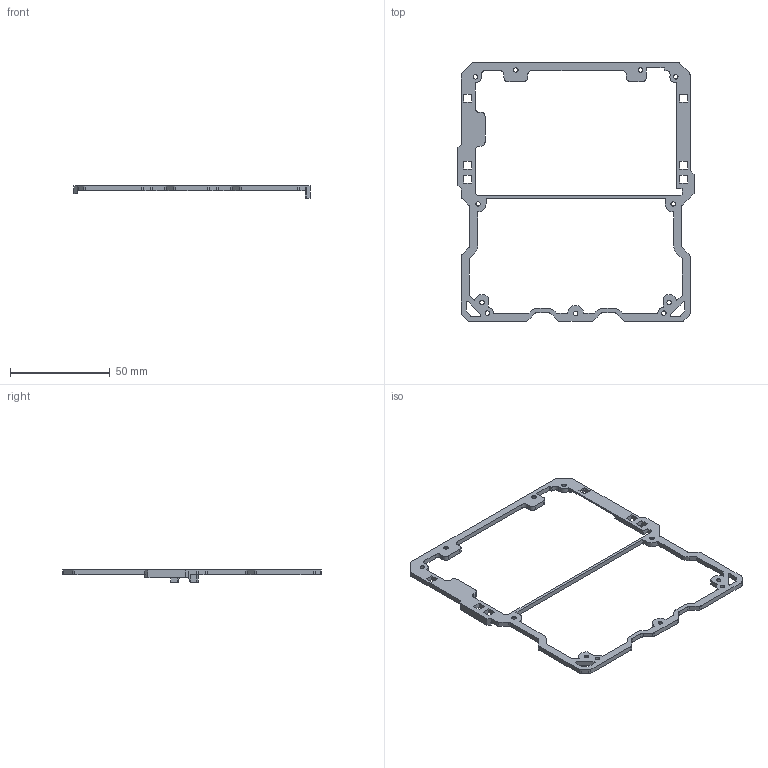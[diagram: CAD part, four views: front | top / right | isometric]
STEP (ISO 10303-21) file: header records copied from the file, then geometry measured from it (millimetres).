
FILE_DESCRIPTION(('FreeCAD Model'),'2;1');
FILE_NAME('Open CASCADE Shape Model','2025-06-20T18:50:35',(''),(''), 'Open CASCADE STEP processor 7.8','FreeCAD','Unknown');
FILE_SCHEMA(('AUTOMOTIVE_DESIGN { 1 0 10303 214 1 1 1 1 }'));
Length unit declared in the file: millimetre
Products named in the file (1): spacer
Bounding box: 118.6 x 130 x 6.2 mm (x, y, z)
Volume: 6229 mm3; surface area: 9029.7 mm2
Topology: 1 solids, 1 shells, 255 faces, 733 edges, 488 vertices
Faces by surface type: plane 182, cylinder 73
Full cylindrical faces by diameter (mm): 2.2 x11
Entity records: 8423 total; most frequent: CARTESIAN_POINT 1477, ORIENTED_EDGE 1466, DIRECTION 1391, EDGE_CURVE 733, LINE 587, VECTOR 587, VERTEX_POINT 488, AXIS2_PLACEMENT_3D 402
